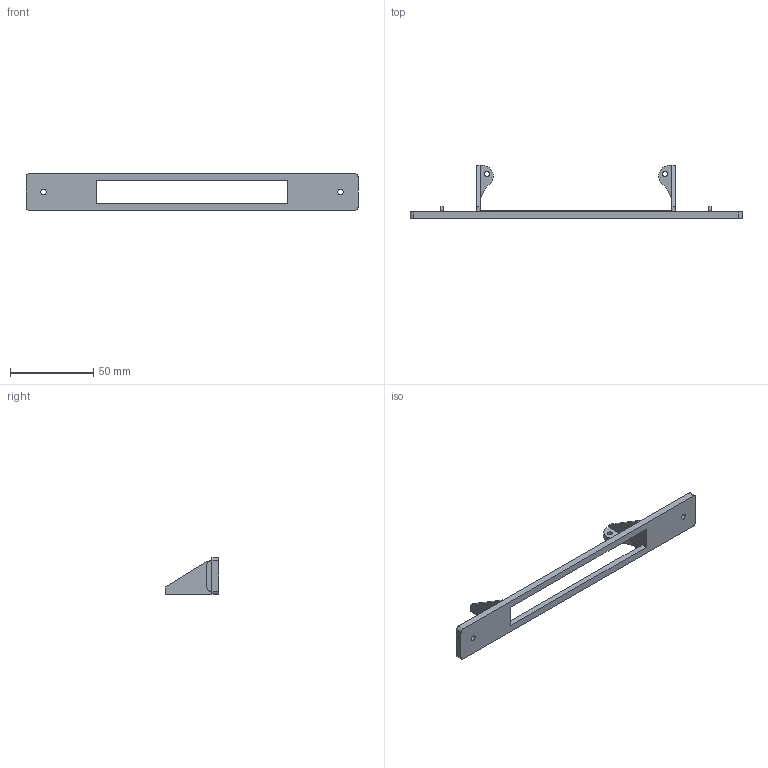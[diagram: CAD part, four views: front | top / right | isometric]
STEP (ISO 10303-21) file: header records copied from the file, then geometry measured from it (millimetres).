
FILE_DESCRIPTION(('HOOPS Exchange Step'),'2;1');
FILE_NAME('temp_export','2025-09-13T18:28:54+02:00',('cb'),('Shapr3D Limited'),'HOOPS Exchange 2025.5','Shapr3D','Authorized');
FILE_SCHEMA( ('AP242_MANAGED_MODEL_BASED_3D_ENGINEERING_MIM_LF {1 0 10303 442 1 1 4}') );
Length unit declared in the file: millimetre
Products named in the file (1): 0.5U-Tray-Tenda-SG108
Bounding box: 199.8 x 32 x 22.2 mm (x, y, z)
Volume: 12268.9 mm3; surface area: 11966.5 mm2
Topology: 1 solids, 1 shells, 57 faces, 165 edges, 109 vertices
Faces by surface type: plane 39, cylinder 18
Full cylindrical faces by diameter (mm): 2.9 x2, 3.3 x2
Entity records: 1928 total; most frequent: CARTESIAN_POINT 333, ORIENTED_EDGE 330, DIRECTION 320, EDGE_CURVE 165, VECTOR 128, LINE 128, VERTEX_POINT 109, AXIS2_PLACEMENT_3D 96
